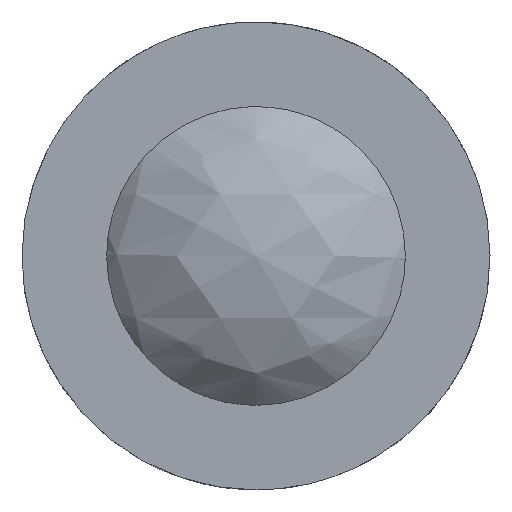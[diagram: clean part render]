
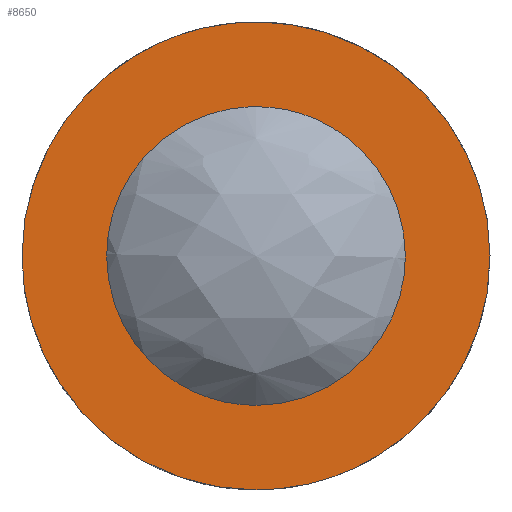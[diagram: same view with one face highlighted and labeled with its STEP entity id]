
A CAD part, left-side view. The second image highlights one B-rep face of the part: STEP entity #8650.
In plain terms, the highlighted free-form (B-spline) face has degree [1, 1] with [2, 2] control points.
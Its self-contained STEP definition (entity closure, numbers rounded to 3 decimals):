
#7670 = CARTESIAN_POINT ('', (0., 0., -15.));
#7680 = VERTEX_POINT ('', #7670);
#7740 = CARTESIAN_POINT ('', (0., -15., 0.));
#7750 = VERTEX_POINT ('', #7740);
#7760 = CARTESIAN_POINT ('', (0., 0., -15.));
#7770 = CARTESIAN_POINT ('', (0., -7.5, -15.));
#7780 = CARTESIAN_POINT ('', (0., -15., -10.));
#7790 = CARTESIAN_POINT ('', (0., -15., 0.));
#7800 = (
   BOUNDED_CURVE ()
   B_SPLINE_CURVE (3, (#7760, #7770, #7780, #7790), .UNSPECIFIED., .F., .U.)
   B_SPLINE_CURVE_WITH_KNOTS ((4, 4), (0., 1.), .UNSPECIFIED.)
   CURVE ()
   GEOMETRIC_REPRESENTATION_ITEM ()
   RATIONAL_B_SPLINE_CURVE ((1., 0.667, 0.5, 0.5))
   REPRESENTATION_ITEM ('')
);
#7810 = EDGE_CURVE ('', #7680, #7750, #7800, .T.);
#7830 = CARTESIAN_POINT ('', (0., 15., 0.));
#7840 = VERTEX_POINT ('', #7830);
#7850 = CARTESIAN_POINT ('', (0., -15., 0.));
#7860 = CARTESIAN_POINT ('', (0., -15., 10.));
#7870 = CARTESIAN_POINT ('', (0., -7.5, 15.));
#7880 = CARTESIAN_POINT ('', (0., 0., 15.));
#7890 = CARTESIAN_POINT ('', (0., 7.5, 15.));
#7900 = CARTESIAN_POINT ('', (0., 15., 10.));
#7910 = CARTESIAN_POINT ('', (0., 15., 0.));
#7920 = (
   BOUNDED_CURVE ()
   B_SPLINE_CURVE (3, (#7850, #7860, #7870, #7880, #7890, #7900, #7910), .UNSPECIFIED., .F., .U.)
   B_SPLINE_CURVE_WITH_KNOTS ((4, 3, 4), (0., 0.5, 1.), .UNSPECIFIED.)
   CURVE ()
   GEOMETRIC_REPRESENTATION_ITEM ()
   RATIONAL_B_SPLINE_CURVE ((0.5, 0.5, 0.667, 1., 0.667, 0.5, 0.5))
   REPRESENTATION_ITEM ('')
);
#7930 = EDGE_CURVE ('', #7750, #7840, #7920, .T.);
#7950 = CARTESIAN_POINT ('', (0., 15., 0.));
#7960 = CARTESIAN_POINT ('', (0., 15., -10.));
#7970 = CARTESIAN_POINT ('', (0., 7.5, -15.));
#7980 = CARTESIAN_POINT ('', (0., 0., -15.));
#7990 = (
   BOUNDED_CURVE ()
   B_SPLINE_CURVE (3, (#7950, #7960, #7970, #7980), .UNSPECIFIED., .F., .U.)
   B_SPLINE_CURVE_WITH_KNOTS ((4, 4), (0., 1.), .UNSPECIFIED.)
   CURVE ()
   GEOMETRIC_REPRESENTATION_ITEM ()
   RATIONAL_B_SPLINE_CURVE ((0.5, 0.5, 0.667, 1.))
   REPRESENTATION_ITEM ('')
);
#8000 = EDGE_CURVE ('', #7840, #7680, #7990, .T.);
#8230 = CARTESIAN_POINT ('', (0., 0., -23.5));
#8240 = VERTEX_POINT ('', #8230);
#8250 = CARTESIAN_POINT ('', (0., 23.5, 0.));
#8260 = VERTEX_POINT ('', #8250);
#8270 = CARTESIAN_POINT ('', (0., 0., -23.5));
#8280 = CARTESIAN_POINT ('', (0., 11.75, -23.5));
#8290 = CARTESIAN_POINT ('', (0., 23.5, -15.667));
#8300 = CARTESIAN_POINT ('', (0., 23.5, 0.));
#8310 = (
   BOUNDED_CURVE ()
   B_SPLINE_CURVE (3, (#8270, #8280, #8290, #8300), .UNSPECIFIED., .F., .U.)
   B_SPLINE_CURVE_WITH_KNOTS ((4, 4), (0., 1.), .UNSPECIFIED.)
   CURVE ()
   GEOMETRIC_REPRESENTATION_ITEM ()
   RATIONAL_B_SPLINE_CURVE ((1., 0.667, 0.5, 0.5))
   REPRESENTATION_ITEM ('')
);
#8320 = EDGE_CURVE ('', #8240, #8260, #8310, .T.);
#8330 = ORIENTED_EDGE ('', *, *, #8320, .F.);
#8340 = CARTESIAN_POINT ('', (0., -23.5, 0.));
#8350 = VERTEX_POINT ('', #8340);
#8360 = CARTESIAN_POINT ('', (0., -23.5, 0.));
#8370 = CARTESIAN_POINT ('', (0., -23.5, -15.667));
#8380 = CARTESIAN_POINT ('', (0., -11.75, -23.5));
#8390 = CARTESIAN_POINT ('', (0., 0., -23.5));
#8400 = (
   BOUNDED_CURVE ()
   B_SPLINE_CURVE (3, (#8360, #8370, #8380, #8390), .UNSPECIFIED., .F., .U.)
   B_SPLINE_CURVE_WITH_KNOTS ((4, 4), (0., 1.), .UNSPECIFIED.)
   CURVE ()
   GEOMETRIC_REPRESENTATION_ITEM ()
   RATIONAL_B_SPLINE_CURVE ((0.5, 0.5, 0.667, 1.))
   REPRESENTATION_ITEM ('')
);
#8410 = EDGE_CURVE ('', #8350, #8240, #8400, .T.);
#8420 = ORIENTED_EDGE ('', *, *, #8410, .F.);
#8430 = CARTESIAN_POINT ('', (0., 23.5, 0.));
#8440 = CARTESIAN_POINT ('', (0., 23.5, 15.667));
#8450 = CARTESIAN_POINT ('', (0., 11.75, 23.5));
#8460 = CARTESIAN_POINT ('', (0., 0., 23.5));
#8470 = CARTESIAN_POINT ('', (0., -11.75, 23.5));
#8480 = CARTESIAN_POINT ('', (0., -23.5, 15.667));
#8490 = CARTESIAN_POINT ('', (0., -23.5, 0.));
#8500 = (
   BOUNDED_CURVE ()
   B_SPLINE_CURVE (3, (#8430, #8440, #8450, #8460, #8470, #8480, #8490), .UNSPECIFIED., .F., .U.)
   B_SPLINE_CURVE_WITH_KNOTS ((4, 3, 4), (0., 0.5, 1.), .UNSPECIFIED.)
   CURVE ()
   GEOMETRIC_REPRESENTATION_ITEM ()
   RATIONAL_B_SPLINE_CURVE ((0.5, 0.5, 0.667, 1., 0.667, 0.5, 0.5))
   REPRESENTATION_ITEM ('')
);
#8510 = EDGE_CURVE ('', #8260, #8350, #8500, .T.);
#8520 = ORIENTED_EDGE ('', *, *, #8510, .F.);
#8530 = EDGE_LOOP ('', (#8330, #8420, #8520));
#8540 = FACE_OUTER_BOUND ('', #8530, .T.);
#8550 = ORIENTED_EDGE ('', *, *, #7810, .F.);
#8560 = ORIENTED_EDGE ('', *, *, #8000, .F.);
#8570 = ORIENTED_EDGE ('', *, *, #7930, .F.);
#8580 = EDGE_LOOP ('', (#8550, #8560, #8570));
#8590 = FACE_BOUND ('', #8580, .T.);
#8600 = CARTESIAN_POINT ('', (0., -23.782, 23.782));
#8610 = CARTESIAN_POINT ('', (0., -23.782, -23.782));
#8620 = CARTESIAN_POINT ('', (0., 23.782, 23.782));
#8630 = CARTESIAN_POINT ('', (0., 23.782, -23.782));
#8640 = B_SPLINE_SURFACE_WITH_KNOTS ('', 1, 1, ((#8600, #8610), (#8620, #8630)), .UNSPECIFIED., .F., .F., .U., (2, 2), (2, 2), (0., 1.), (0., 1.), .UNSPECIFIED.);
#8650 = ADVANCED_FACE ('', (#8540, #8590), #8640, .T.);
